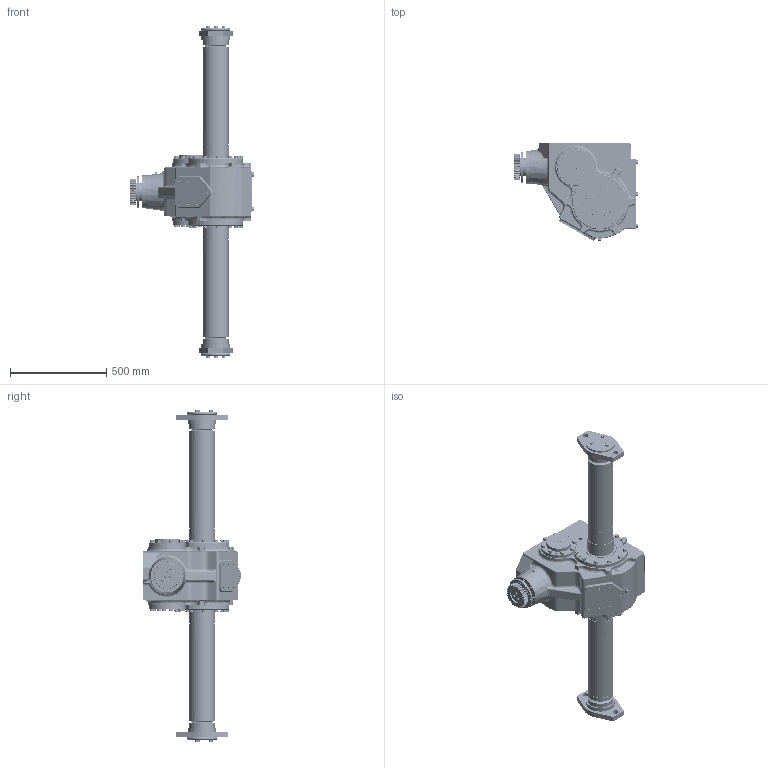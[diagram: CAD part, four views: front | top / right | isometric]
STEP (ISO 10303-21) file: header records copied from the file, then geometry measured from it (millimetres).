
FILE_DESCRIPTION (( 'STEP AP214' ), '1' );
FILE_NAME ('D098R200001.STEP', '2017-10-11T20:22:02', ( 'MikeMihajlovic' ), ( 'Microsoft' ), 'SwSTEP 2.0', 'SolidWorks 2017', '' );
FILE_SCHEMA (( 'AUTOMOTIVE_DESIGN' ));
Length unit declared in the file: inch
Products named in the file (47): D098079; D098057_AF0; D098082; LWZ.50_LWZ 0.5; D098057_AF1; D098076; HHCSZ.50-13x1.00_HHCSZ.50-13X1.00; D098058B__AF0; D098064; HH8CS_50-13X1_75; D098006; BCN33215-BCP33215; HH8CS_50-13X1_5; D098046; BCNH913849BCPH913810; HH8CS_50-13X1_25; D098001_ASM_1; OS3_740-47; SBHCS10-32X_25; RD098001_AF0; D098078; D098022; D098001_ASM; D098066; D098081; D098071; D098080; D098R200001; D098010; D098070; D098072; PPSKG_375-18; D098073; PPSQG_375-18_1; D098074; PPSQM_500-14; BCN896-BCP892; D098069; D098056; D098055 ...
Assembly tree (139 placements, depth 3):
  D098R200001
    D098001_ASM_1
      D098001_ASM
      RD098001_AF0
    D098046  x2
    D098006  x2
    D098058_ASM
      D098058B__AF0
      D098057_AF1
      D098057_AF0
      D098059
    D098063  x2
    OS5_375-41  x2
    D098056  x2
    BCN896-BCP892
    D098074  x2
    D098073  x2
    D098072  x2
    D098010
    D098071
    D098066
    D098078
    OS3_740-47
    BCNH913849BCPH913810
    BCN33215-BCP33215
    D098064
    D098076
    D098082
    D098079
    D098077
    D098013
    OR3_725X_210
    D098055
    D098069
    PPSQM_500-14
    PPSQG_375-18_1
    PPSKG_375-18  x2
    D098070
    D098080
    D098081
    D098022
    SBHCS10-32X_25  x2
    HH8CS_50-13X1_25  x6
    HH8CS_50-13X1_5  x16
    HH8CS_50-13X1_75  x22
    HHCSZ.50-13x1.00_HHCSZ.50-13X1.00  x6
    LWZ.50_LWZ 0.5  x38
Bounding box: 639.91 x 509.16 x 1722.68 mm (x, y, z)
Volume: 16276618.8 mm3; surface area: 5229021.1 mm2
Topology: 88 solids, 299 shells, 6324 faces, 15786 edges, 10069 vertices
Faces by surface type: cylinder 2523, plane 2428, cone 884, bspline 443, sphere 28, torus 18
Entity records: 194769 total; most frequent: CARTESIAN_POINT 83956, ORIENTED_EDGE 23088, DIRECTION 21731, EDGE_CURVE 11775, AXIS2_PLACEMENT_3D 8800, VERTEX_POINT 7544, EDGE_LOOP 5325, FACE_OUTER_BOUND 4684
